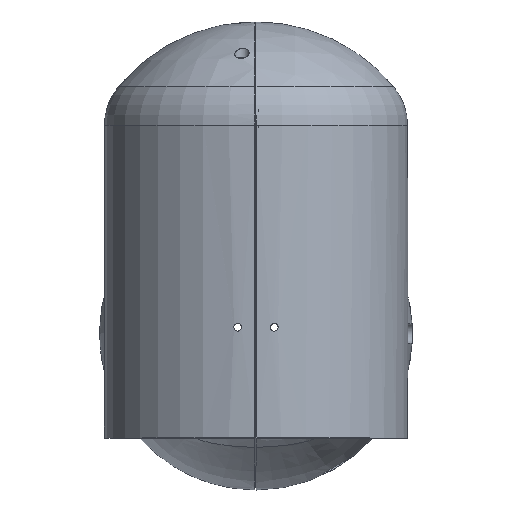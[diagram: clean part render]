
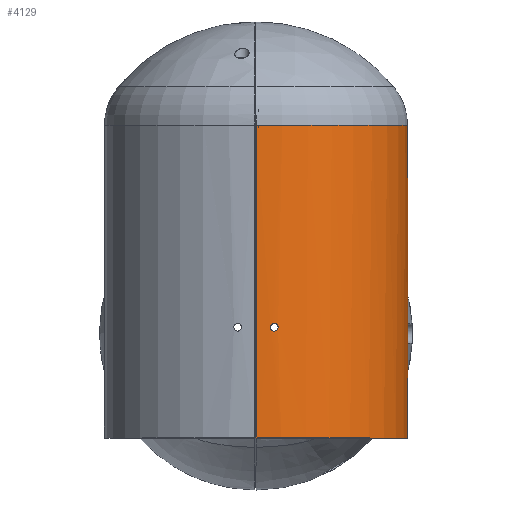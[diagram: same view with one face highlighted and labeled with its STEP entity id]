
A CAD part, top view. The second image highlights one B-rep face of the part: STEP entity #4129.
In plain terms, the highlighted cylindrical face has radius 63 mm (diameter 126 mm), a partial arc.
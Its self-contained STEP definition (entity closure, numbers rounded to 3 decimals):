
#236=FACE_BOUND('',#1400,.T.);
#311=LINE('',#7332,#616);
#312=LINE('',#7345,#617);
#313=LINE('',#7348,#618);
#616=VECTOR('',#4831,21.);
#617=VECTOR('',#4832,104.927);
#618=VECTOR('',#4835,129.927);
#913=CYLINDRICAL_SURFACE('',#4391,63.);
#999=CIRCLE('',#4392,63.);
#1000=CIRCLE('',#4393,63.);
#1156=FACE_OUTER_BOUND('',#1399,.T.);
#1399=EDGE_LOOP('',(#2954,#2955,#2956,#2957,#2958,#2959));
#1400=EDGE_LOOP('',(#2960));
#1688=B_SPLINE_CURVE_WITH_KNOTS('',3,(#6717,#6718,#6719,#6720,#6721,#6722,
#6723,#6724,#6725,#6726,#6727,#6728,#6729,#6730,#6731,#6732,#6733,#6734,
#6735,#6736,#6737,#6738,#6739,#6740,#6741,#6742,#6743,#6744,#6745,#6746,
#6747,#6748,#6749,#6750),.UNSPECIFIED.,.T.,.F.,(4,2,2,2,2,2,2,2,2,2,2,2,
2,2,2,2,4),(0.,0.06,0.12,0.181,0.242,
0.303,0.363,0.424,0.484,
0.544,0.604,0.665,0.726,
0.787,0.847,0.908,0.968),
 .UNSPECIFIED.);
#1704=B_SPLINE_CURVE_WITH_KNOTS('',3,(#7334,#7335,#7336,#7337,#7338,#7339,
#7340,#7341,#7342,#7343),.UNSPECIFIED.,.F.,.F.,(4,2,2,2,4),(-1.206,
-1.055,-0.904,-0.754,-0.603),
 .UNSPECIFIED.);
#1845=VERTEX_POINT('',#6716);
#1894=VERTEX_POINT('',#7328);
#1895=VERTEX_POINT('',#7329);
#1896=VERTEX_POINT('',#7331);
#1897=VERTEX_POINT('',#7333);
#1898=VERTEX_POINT('',#7344);
#1899=VERTEX_POINT('',#7346);
#2280=EDGE_CURVE('',#1845,#1845,#1688,.F.);
#2330=EDGE_CURVE('',#1894,#1895,#999,.T.);
#2331=EDGE_CURVE('',#1895,#1896,#311,.T.);
#2332=EDGE_CURVE('',#1896,#1897,#1704,.T.);
#2333=EDGE_CURVE('',#1898,#1897,#312,.T.);
#2334=EDGE_CURVE('',#1899,#1898,#1000,.T.);
#2335=EDGE_CURVE('',#1899,#1894,#313,.T.);
#2954=ORIENTED_EDGE('',*,*,#2330,.T.);
#2955=ORIENTED_EDGE('',*,*,#2331,.T.);
#2956=ORIENTED_EDGE('',*,*,#2332,.T.);
#2957=ORIENTED_EDGE('',*,*,#2333,.F.);
#2958=ORIENTED_EDGE('',*,*,#2334,.F.);
#2959=ORIENTED_EDGE('',*,*,#2335,.T.);
#2960=ORIENTED_EDGE('',*,*,#2280,.T.);
#4129=ADVANCED_FACE('',(#1156,#236),#913,.T.);
#4391=AXIS2_PLACEMENT_3D('',#7327,#4827,#4828);
#4392=AXIS2_PLACEMENT_3D('',#7330,#4829,#4830);
#4393=AXIS2_PLACEMENT_3D('',#7347,#4833,#4834);
#4827=DIRECTION('center_axis',(0.,0.,1.));
#4828=DIRECTION('ref_axis',(-0.956,0.294,0.));
#4829=DIRECTION('center_axis',(0.,0.,1.));
#4830=DIRECTION('ref_axis',(0.,1.,0.));
#4831=DIRECTION('',(0.,0.,1.));
#4832=DIRECTION('',(0.,0.,-1.));
#4833=DIRECTION('center_axis',(0.,0.,1.));
#4834=DIRECTION('ref_axis',(0.,1.,0.));
#4835=DIRECTION('',(0.,0.,-1.));
#6716=CARTESIAN_POINT('',(24.575,109.485,-31.382));
#6717=CARTESIAN_POINT('Ctrl Pts',(26.645,109.716,-29.852));
#6718=CARTESIAN_POINT('Ctrl Pts',(26.645,109.716,-30.053));
#6719=CARTESIAN_POINT('Ctrl Pts',(26.605,109.713,-30.267));
#6720=CARTESIAN_POINT('Ctrl Pts',(26.442,109.697,-30.661));
#6721=CARTESIAN_POINT('Ctrl Pts',(26.319,109.685,-30.841));
#6722=CARTESIAN_POINT('Ctrl Pts',(26.035,109.656,-31.125));
#6723=CARTESIAN_POINT('Ctrl Pts',(25.855,109.636,-31.249));
#6724=CARTESIAN_POINT('Ctrl Pts',(25.46,109.593,-31.412));
#6725=CARTESIAN_POINT('Ctrl Pts',(25.246,109.568,-31.452));
#6726=CARTESIAN_POINT('Ctrl Pts',(24.844,109.519,-31.452));
#6727=CARTESIAN_POINT('Ctrl Pts',(24.629,109.492,-31.412));
#6728=CARTESIAN_POINT('Ctrl Pts',(24.234,109.44,-31.248));
#6729=CARTESIAN_POINT('Ctrl Pts',(24.054,109.416,-31.125));
#6730=CARTESIAN_POINT('Ctrl Pts',(23.77,109.376,-30.84));
#6731=CARTESIAN_POINT('Ctrl Pts',(23.648,109.358,-30.661));
#6732=CARTESIAN_POINT('Ctrl Pts',(23.485,109.335,-30.267));
#6733=CARTESIAN_POINT('Ctrl Pts',(23.445,109.329,-30.053));
#6734=CARTESIAN_POINT('Ctrl Pts',(23.445,109.329,-29.652));
#6735=CARTESIAN_POINT('Ctrl Pts',(23.485,109.335,-29.437));
#6736=CARTESIAN_POINT('Ctrl Pts',(23.648,109.358,-29.044));
#6737=CARTESIAN_POINT('Ctrl Pts',(23.77,109.376,-28.865));
#6738=CARTESIAN_POINT('Ctrl Pts',(24.054,109.416,-28.58));
#6739=CARTESIAN_POINT('Ctrl Pts',(24.234,109.44,-28.457));
#6740=CARTESIAN_POINT('Ctrl Pts',(24.629,109.492,-28.293));
#6741=CARTESIAN_POINT('Ctrl Pts',(24.844,109.519,-28.252));
#6742=CARTESIAN_POINT('Ctrl Pts',(25.246,109.568,-28.252));
#6743=CARTESIAN_POINT('Ctrl Pts',(25.46,109.593,-28.293));
#6744=CARTESIAN_POINT('Ctrl Pts',(25.855,109.636,-28.456));
#6745=CARTESIAN_POINT('Ctrl Pts',(26.035,109.656,-28.58));
#6746=CARTESIAN_POINT('Ctrl Pts',(26.319,109.685,-28.864));
#6747=CARTESIAN_POINT('Ctrl Pts',(26.442,109.697,-29.044));
#6748=CARTESIAN_POINT('Ctrl Pts',(26.605,109.713,-29.437));
#6749=CARTESIAN_POINT('Ctrl Pts',(26.645,109.716,-29.652));
#6750=CARTESIAN_POINT('Ctrl Pts',(26.645,109.716,-29.852));
#7327=CARTESIAN_POINT('Origin',(32.615,47.,28.09));
#7328=CARTESIAN_POINT('',(32.615,110.,-75.852));
#7329=CARTESIAN_POINT('',(-30.258,51.,-75.852));
#7330=CARTESIAN_POINT('Origin',(32.615,47.,-75.852));
#7331=CARTESIAN_POINT('',(-30.258,51.,-54.852));
#7332=CARTESIAN_POINT('',(-30.258,51.,-75.852));
#7333=CARTESIAN_POINT('',(-30.385,47.,-50.852));
#7334=CARTESIAN_POINT('Ctrl Pts',(-30.258,51.,-54.852));
#7335=CARTESIAN_POINT('Ctrl Pts',(-30.258,51.,-54.35));
#7336=CARTESIAN_POINT('Ctrl Pts',(-30.264,50.9,-53.814));
#7337=CARTESIAN_POINT('Ctrl Pts',(-30.288,50.491,-52.829));
#7338=CARTESIAN_POINT('Ctrl Pts',(-30.305,50.183,-52.379));
#7339=CARTESIAN_POINT('Ctrl Pts',(-30.337,49.473,-51.669));
#7340=CARTESIAN_POINT('Ctrl Pts',(-30.354,49.024,-51.361));
#7341=CARTESIAN_POINT('Ctrl Pts',(-30.378,48.038,-50.953));
#7342=CARTESIAN_POINT('Ctrl Pts',(-30.385,47.502,-50.852));
#7343=CARTESIAN_POINT('Ctrl Pts',(-30.385,47.,-50.852));
#7344=CARTESIAN_POINT('',(-30.384,47.,54.075));
#7345=CARTESIAN_POINT('',(-30.384,47.,54.075));
#7346=CARTESIAN_POINT('',(32.615,110.,54.075));
#7347=CARTESIAN_POINT('Origin',(32.615,47.,54.075));
#7348=CARTESIAN_POINT('',(32.615,110.,54.075));
